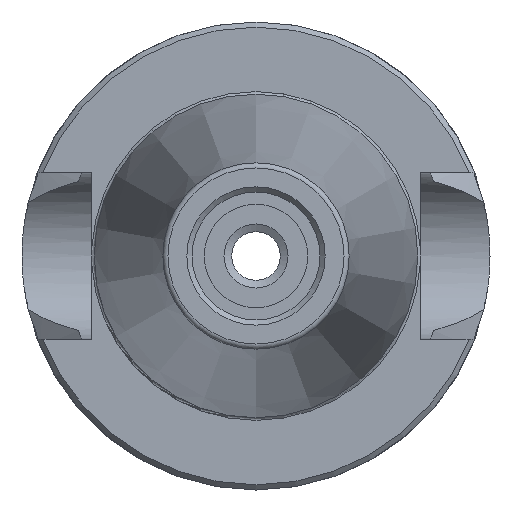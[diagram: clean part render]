
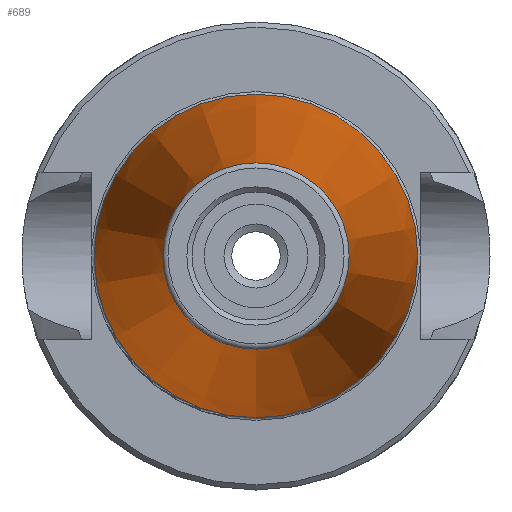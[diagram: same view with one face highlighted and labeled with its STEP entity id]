
A CAD part, left-side view. The second image highlights one B-rep face of the part: STEP entity #689.
In plain terms, the highlighted conical face has half-angle 7.973 degrees and reference radius 15.875 mm.
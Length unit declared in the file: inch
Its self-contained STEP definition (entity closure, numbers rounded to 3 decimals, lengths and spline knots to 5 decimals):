
#89=FACE_OUTER_BOUND('',#135,.T.);
#135=EDGE_LOOP('',(#562,#563,#564,#565,#566));
#185=LINE('',#1300,#220);
#220=VECTOR('',#964,0.625);
#247=CIRCLE('',#764,0.35991);
#254=CIRCLE('',#777,0.625);
#255=CIRCLE('',#778,0.625);
#329=VERTEX_POINT('',#1275);
#335=VERTEX_POINT('',#1297);
#336=VERTEX_POINT('',#1298);
#410=EDGE_CURVE('',#329,#329,#247,.T.);
#420=EDGE_CURVE('',#335,#336,#254,.T.);
#421=EDGE_CURVE('',#336,#329,#185,.T.);
#422=EDGE_CURVE('',#336,#335,#255,.T.);
#562=ORIENTED_EDGE('',*,*,#420,.T.);
#563=ORIENTED_EDGE('',*,*,#421,.T.);
#564=ORIENTED_EDGE('',*,*,#410,.T.);
#565=ORIENTED_EDGE('',*,*,#421,.F.);
#566=ORIENTED_EDGE('',*,*,#422,.T.);
#657=CONICAL_SURFACE('',#776,0.625,0.139);
#689=ADVANCED_FACE('',(#89),#657,.T.);
#764=AXIS2_PLACEMENT_3D('',#1276,#933,#934);
#776=AXIS2_PLACEMENT_3D('',#1296,#960,#961);
#777=AXIS2_PLACEMENT_3D('',#1299,#962,#963);
#778=AXIS2_PLACEMENT_3D('',#1301,#965,#966);
#933=DIRECTION('center_axis',(1.,0.,0.));
#934=DIRECTION('ref_axis',(0.,0.,1.));
#960=DIRECTION('center_axis',(1.,0.,0.));
#961=DIRECTION('ref_axis',(0.,0.,-1.));
#962=DIRECTION('center_axis',(-1.,0.,0.));
#963=DIRECTION('ref_axis',(0.,0.,1.));
#964=DIRECTION('',(-0.99,0.,-0.139));
#965=DIRECTION('center_axis',(-1.,0.,0.));
#966=DIRECTION('ref_axis',(0.,0.,1.));
#1275=CARTESIAN_POINT('',(-1.89277,0.,0.35991));
#1276=CARTESIAN_POINT('Origin',(-1.89277,0.,0.));
#1296=CARTESIAN_POINT('Origin',(0.,0.,0.));
#1297=CARTESIAN_POINT('',(0.,0.,-0.625));
#1298=CARTESIAN_POINT('',(0.,0.,0.625));
#1299=CARTESIAN_POINT('Origin',(0.,0.,0.));
#1300=CARTESIAN_POINT('',(0.,0.,0.625));
#1301=CARTESIAN_POINT('Origin',(0.,0.,0.));
